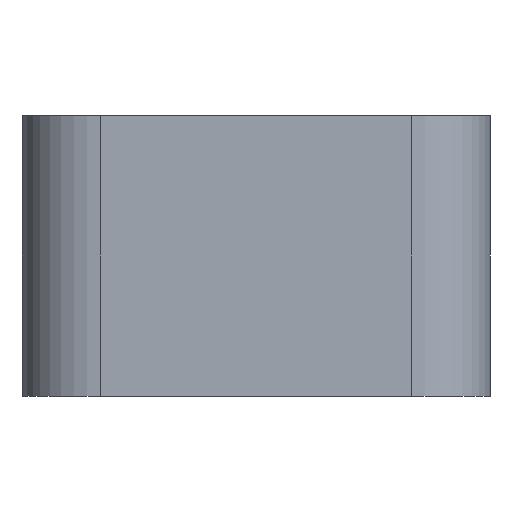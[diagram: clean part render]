
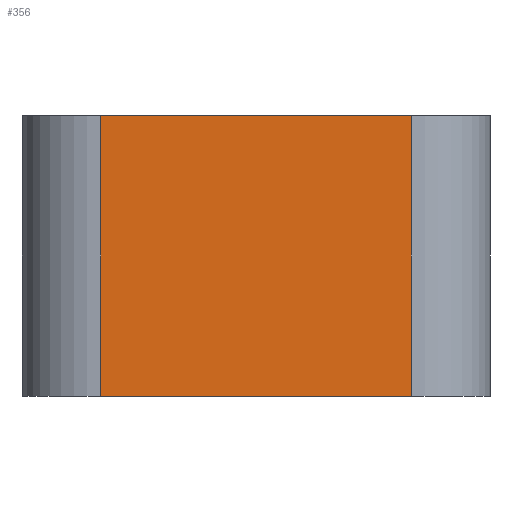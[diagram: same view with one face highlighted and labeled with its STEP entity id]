
A CAD part, left-side view. The second image highlights one B-rep face of the part: STEP entity #356.
In plain terms, the highlighted planar face has unit normal (-1, 0, 0).
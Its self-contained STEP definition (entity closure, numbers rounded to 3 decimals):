
#14 = CARTESIAN_POINT ( 'NONE',  ( -43.2, -6.64, 12. ) ) ;
#33 = DIRECTION ( 'NONE',  ( 0., -1., 0. ) ) ;
#71 = DIRECTION ( 'NONE',  ( 0., 0., -1. ) ) ;
#91 = EDGE_CURVE ( 'NONE', #511, #525, #478, .T. ) ;
#92 = ORIENTED_EDGE ( 'NONE', *, *, #391, .T. ) ;
#111 = ORIENTED_EDGE ( 'NONE', *, *, #426, .F. ) ;
#139 = CARTESIAN_POINT ( 'NONE',  ( -43.2, 6.64, 0. ) ) ;
#145 = DIRECTION ( 'NONE',  ( 0., 0., -1. ) ) ;
#152 = DIRECTION ( 'NONE',  ( 0., 0., -1. ) ) ;
#154 = VERTEX_POINT ( 'NONE', #139 ) ;
#180 = ORIENTED_EDGE ( 'NONE', *, *, #91, .F. ) ;
#190 = ORIENTED_EDGE ( 'NONE', *, *, #200, .T. ) ;
#194 = CARTESIAN_POINT ( 'NONE',  ( -43.2, -6.64, 0. ) ) ;
#200 = EDGE_CURVE ( 'NONE', #154, #525, #716, .T. ) ;
#226 = PLANE ( 'NONE',  #504 ) ;
#268 = CARTESIAN_POINT ( 'NONE',  ( -43.2, -6.64, 12. ) ) ;
#324 = CARTESIAN_POINT ( 'NONE',  ( -43.2, -6.64, 0. ) ) ;
#356 = ADVANCED_FACE ( 'NONE', ( #538 ), #226, .F. ) ;
#391 = EDGE_CURVE ( 'NONE', #627, #154, #537, .T. ) ;
#426 = EDGE_CURVE ( 'NONE', #627, #511, #552, .T. ) ;
#447 = VECTOR ( 'NONE', #33, 1000. ) ;
#478 = LINE ( 'NONE', #14, #666 ) ;
#504 = AXIS2_PLACEMENT_3D ( 'NONE', #695, #731, #152 ) ;
#511 = VERTEX_POINT ( 'NONE', #268 ) ;
#513 = VECTOR ( 'NONE', #145, 1000. ) ;
#525 = VERTEX_POINT ( 'NONE', #324 ) ;
#537 = LINE ( 'NONE', #637, #513 ) ;
#538 = FACE_OUTER_BOUND ( 'NONE', #595, .T. ) ;
#552 = LINE ( 'NONE', #602, #572 ) ;
#572 = VECTOR ( 'NONE', #589, 1000. ) ;
#575 = CARTESIAN_POINT ( 'NONE',  ( -43.2, 6.64, 12. ) ) ;
#589 = DIRECTION ( 'NONE',  ( 0., -1., 0. ) ) ;
#595 = EDGE_LOOP ( 'NONE', ( #190, #180, #111, #92 ) ) ;
#602 = CARTESIAN_POINT ( 'NONE',  ( -43.2, -6.64, 12. ) ) ;
#627 = VERTEX_POINT ( 'NONE', #575 ) ;
#637 = CARTESIAN_POINT ( 'NONE',  ( -43.2, 6.64, 12. ) ) ;
#666 = VECTOR ( 'NONE', #71, 1000. ) ;
#695 = CARTESIAN_POINT ( 'NONE',  ( -43.2, -6.64, 12. ) ) ;
#716 = LINE ( 'NONE', #194, #447 ) ;
#731 = DIRECTION ( 'NONE',  ( 1., 0., 0. ) ) ;
